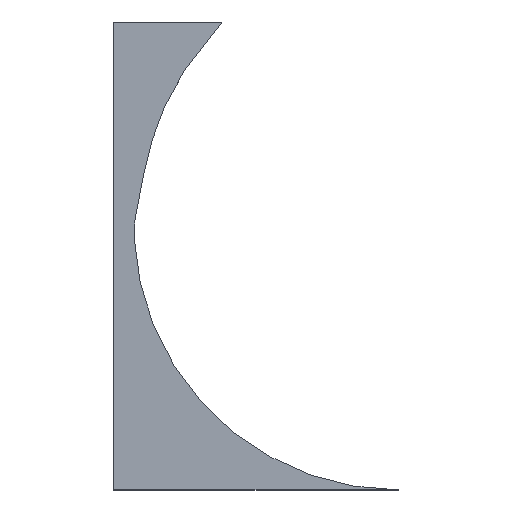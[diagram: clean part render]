
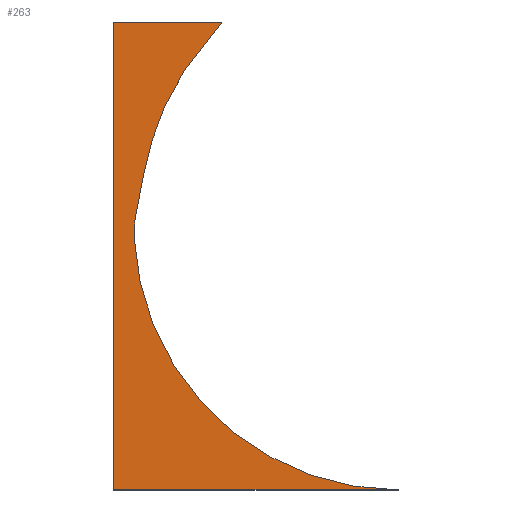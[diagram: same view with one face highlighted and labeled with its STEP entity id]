
A CAD part, top view. The second image highlights one B-rep face of the part: STEP entity #263.
In plain terms, the highlighted planar face has unit normal (0, 0, 1).
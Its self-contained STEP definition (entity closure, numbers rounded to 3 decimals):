
#4 = CARTESIAN_POINT ( 'NONE',  ( -70., 115., 10. ) ) ;
#8 = DIRECTION ( 'NONE',  ( 0., 0., 1. ) ) ;
#11 = EDGE_LOOP ( 'NONE', ( #26, #267, #195, #130, #80, #164 ) ) ;
#17 = CARTESIAN_POINT ( 'NONE',  ( -59.113, 19.961, 10. ) ) ;
#18 = AXIS2_PLACEMENT_3D ( 'NONE', #257, #65, #88 ) ;
#20 = LINE ( 'NONE', #4, #94 ) ;
#25 = CARTESIAN_POINT ( 'NONE',  ( -16.736, 115., 10. ) ) ;
#26 = ORIENTED_EDGE ( 'NONE', *, *, #57, .F. ) ;
#29 = VERTEX_POINT ( 'NONE', #17 ) ;
#36 = EDGE_CURVE ( 'NONE', #252, #194, #248, .T. ) ;
#40 = DIRECTION ( 'NONE',  ( -1., 0., 0. ) ) ;
#42 = DIRECTION ( 'NONE',  ( 1., 0., 0. ) ) ;
#49 = VECTOR ( 'NONE', #42, 1000. ) ;
#57 = EDGE_CURVE ( 'NONE', #66, #93, #175, .T. ) ;
#64 = DIRECTION ( 'NONE',  ( 0., 0., 1. ) ) ;
#65 = DIRECTION ( 'NONE',  ( 0., 0., -1. ) ) ;
#66 = VERTEX_POINT ( 'NONE', #255 ) ;
#80 = ORIENTED_EDGE ( 'NONE', *, *, #36, .T. ) ;
#88 = DIRECTION ( 'NONE',  ( 1., 0., 0. ) ) ;
#90 = CARTESIAN_POINT ( 'NONE',  ( 0., 0., 10. ) ) ;
#93 = VERTEX_POINT ( 'NONE', #125 ) ;
#94 = VECTOR ( 'NONE', #40, 1000. ) ;
#95 = EDGE_CURVE ( 'NONE', #66, #29, #222, .T. ) ;
#102 = EDGE_CURVE ( 'NONE', #194, #93, #183, .T. ) ;
#106 = AXIS2_PLACEMENT_3D ( 'NONE', #90, #8, #114 ) ;
#114 = DIRECTION ( 'NONE',  ( 1., 0., 0. ) ) ;
#117 = EDGE_CURVE ( 'NONE', #133, #252, #20, .T. ) ;
#125 = CARTESIAN_POINT ( 'NONE',  ( 70., -115., 10. ) ) ;
#130 = ORIENTED_EDGE ( 'NONE', *, *, #117, .T. ) ;
#133 = VERTEX_POINT ( 'NONE', #247 ) ;
#137 = DIRECTION ( 'NONE',  ( 0., -1., 0. ) ) ;
#141 = CARTESIAN_POINT ( 'NONE',  ( -70., -115., 10. ) ) ;
#150 = FACE_OUTER_BOUND ( 'NONE', #11, .T. ) ;
#155 = B_SPLINE_CURVE_WITH_KNOTS ( 'NONE', 3,
 ( #25, #168, #185, #261 ),
 .UNSPECIFIED., .F., .F.,
 ( 4, 4 ),
 ( 0., 0.964 ),
 .UNSPECIFIED. ) ;
#160 = CARTESIAN_POINT ( 'NONE',  ( 70., 15., 10. ) ) ;
#164 = ORIENTED_EDGE ( 'NONE', *, *, #102, .T. ) ;
#168 = CARTESIAN_POINT ( 'NONE',  ( -46.413, 80.249, 10. ) ) ;
#175 = CIRCLE ( 'NONE', #213, 130. ) ;
#183 = LINE ( 'NONE', #141, #49 ) ;
#185 = CARTESIAN_POINT ( 'NONE',  ( -51.241, 63.668, 10. ) ) ;
#194 = VERTEX_POINT ( 'NONE', #216 ) ;
#195 = ORIENTED_EDGE ( 'NONE', *, *, #242, .F. ) ;
#202 = CARTESIAN_POINT ( 'NONE',  ( -70., 115., 10. ) ) ;
#213 = AXIS2_PLACEMENT_3D ( 'NONE', #160, #64, #225 ) ;
#216 = CARTESIAN_POINT ( 'NONE',  ( -70., -115., 10. ) ) ;
#222 = CIRCLE ( 'NONE', #18, 50. ) ;
#225 = DIRECTION ( 'NONE',  ( -1., 0., 0. ) ) ;
#228 = VECTOR ( 'NONE', #137, 1000. ) ;
#237 = CARTESIAN_POINT ( 'NONE',  ( -70., 115., 10. ) ) ;
#242 = EDGE_CURVE ( 'NONE', #133, #29, #155, .T. ) ;
#247 = CARTESIAN_POINT ( 'NONE',  ( -16.736, 115., 10. ) ) ;
#248 = LINE ( 'NONE', #202, #228 ) ;
#252 = VERTEX_POINT ( 'NONE', #237 ) ;
#255 = CARTESIAN_POINT ( 'NONE',  ( -59.845, 8.66, 10. ) ) ;
#257 = CARTESIAN_POINT ( 'NONE',  ( -9.905, 11.098, 10. ) ) ;
#259 = PLANE ( 'NONE',  #106 ) ;
#261 = CARTESIAN_POINT ( 'NONE',  ( -59.113, 19.961, 10. ) ) ;
#263 = ADVANCED_FACE ( 'NONE', ( #150 ), #259, .T. ) ;
#267 = ORIENTED_EDGE ( 'NONE', *, *, #95, .T. ) ;
